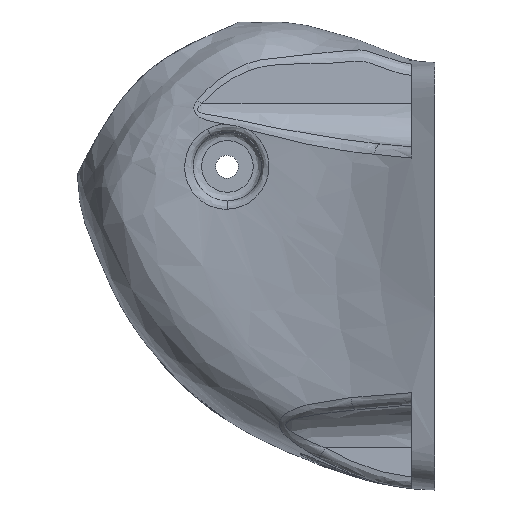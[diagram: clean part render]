
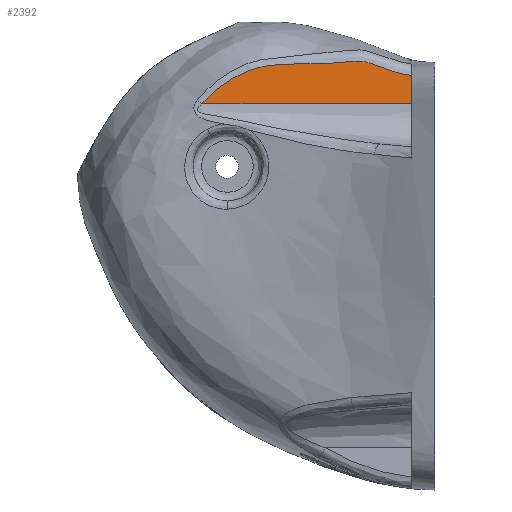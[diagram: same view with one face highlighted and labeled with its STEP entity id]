
A CAD part, left-side view. The second image highlights one B-rep face of the part: STEP entity #2392.
In plain terms, the highlighted planar face has unit normal (-0.996, -0.087, 0).
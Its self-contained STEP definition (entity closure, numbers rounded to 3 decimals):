
#87=LINE('',#14553,#166);
#90=LINE('',#14808,#169);
#166=VECTOR('',#2869,10.);
#169=VECTOR('',#2880,10.);
#206=PLANE('',#2535);
#472=FACE_OUTER_BOUND('',#634,.T.);
#634=EDGE_LOOP('',(#2132,#2133,#2134));
#764=B_SPLINE_CURVE_WITH_KNOTS('',3,(#7458,#7459,#7460,#7461,#7462,#7463,
#7464,#7465,#7466,#7467,#7468,#7469,#7470,#7471,#7472,#7473,#7474,#7475,
#7476,#7477,#7478,#7479,#7480,#7481,#7482),.UNSPECIFIED.,.F.,.F.,(4,1,2,
1,2,2,2,1,1,1,1,2,1,2,2,4),(0.,0.263,0.526,0.72,
0.913,1.,1.361,1.393,1.456,
1.488,1.552,1.615,1.714,1.812,
1.906,1.958),.UNSPECIFIED.);
#971=VERTEX_POINT('',#7273);
#972=VERTEX_POINT('',#7420);
#1087=VERTEX_POINT('',#14551);
#1228=EDGE_CURVE('',#971,#972,#764,.T.);
#1443=EDGE_CURVE('',#1087,#971,#87,.T.);
#1448=EDGE_CURVE('',#1087,#972,#90,.T.);
#2132=ORIENTED_EDGE('',*,*,#1228,.F.);
#2133=ORIENTED_EDGE('',*,*,#1443,.F.);
#2134=ORIENTED_EDGE('',*,*,#1448,.T.);
#2392=ADVANCED_FACE('',(#472),#206,.F.);
#2535=AXIS2_PLACEMENT_3D('',#14807,#2878,#2879);
#2869=DIRECTION('',(-0.087,0.996,0.));
#2878=DIRECTION('center_axis',(0.996,0.087,0.));
#2879=DIRECTION('ref_axis',(0.,0.,-1.));
#2880=DIRECTION('',(0.,0.,1.));
#7273=CARTESIAN_POINT('',(-12.85,20.283,15.));
#7420=CARTESIAN_POINT('',(-11.25,2.,17.476));
#7458=CARTESIAN_POINT('Ctrl Pts',(-12.85,20.283,15.));
#7459=CARTESIAN_POINT('Ctrl Pts',(-12.798,19.695,15.647));
#7460=CARTESIAN_POINT('Ctrl Pts',(-12.684,18.393,16.83));
#7461=CARTESIAN_POINT('Ctrl Pts',(-12.549,16.845,17.676));
#7462=CARTESIAN_POINT('Ctrl Pts',(-12.423,15.411,18.174));
#7463=CARTESIAN_POINT('Ctrl Pts',(-12.312,14.143,18.437));
#7464=CARTESIAN_POINT('Ctrl Pts',(-12.2,12.854,18.464));
#7465=CARTESIAN_POINT('Ctrl Pts',(-12.118,11.924,18.472));
#7466=CARTESIAN_POINT('Ctrl Pts',(-12.093,11.637,18.472));
#7467=CARTESIAN_POINT('Ctrl Pts',(-11.963,10.152,18.483));
#7468=CARTESIAN_POINT('Ctrl Pts',(-11.858,8.951,18.508));
#7469=CARTESIAN_POINT('Ctrl Pts',(-11.745,7.655,18.656));
#7470=CARTESIAN_POINT('Ctrl Pts',(-11.717,7.34,18.694));
#7471=CARTESIAN_POINT('Ctrl Pts',(-11.68,6.92,18.743));
#7472=CARTESIAN_POINT('Ctrl Pts',(-11.634,6.39,18.732));
#7473=CARTESIAN_POINT('Ctrl Pts',(-11.589,5.87,18.632));
#7474=CARTESIAN_POINT('Ctrl Pts',(-11.553,5.467,18.501));
#7475=CARTESIAN_POINT('Ctrl Pts',(-11.509,4.96,18.321));
#7476=CARTESIAN_POINT('Ctrl Pts',(-11.456,4.352,18.083));
#7477=CARTESIAN_POINT('Ctrl Pts',(-11.402,3.735,17.867));
#7478=CARTESIAN_POINT('Ctrl Pts',(-11.348,3.124,17.681));
#7479=CARTESIAN_POINT('Ctrl Pts',(-11.322,2.82,17.602));
#7480=CARTESIAN_POINT('Ctrl Pts',(-11.28,2.343,17.516));
#7481=CARTESIAN_POINT('Ctrl Pts',(-11.265,2.172,17.492));
#7482=CARTESIAN_POINT('Ctrl Pts',(-11.25,2.,17.476));
#14551=CARTESIAN_POINT('',(-11.25,2.,15.));
#14553=CARTESIAN_POINT('',(-11.25,2.,15.));
#14807=CARTESIAN_POINT('Origin',(-11.25,2.,15.));
#14808=CARTESIAN_POINT('',(-11.25,2.,15.));
